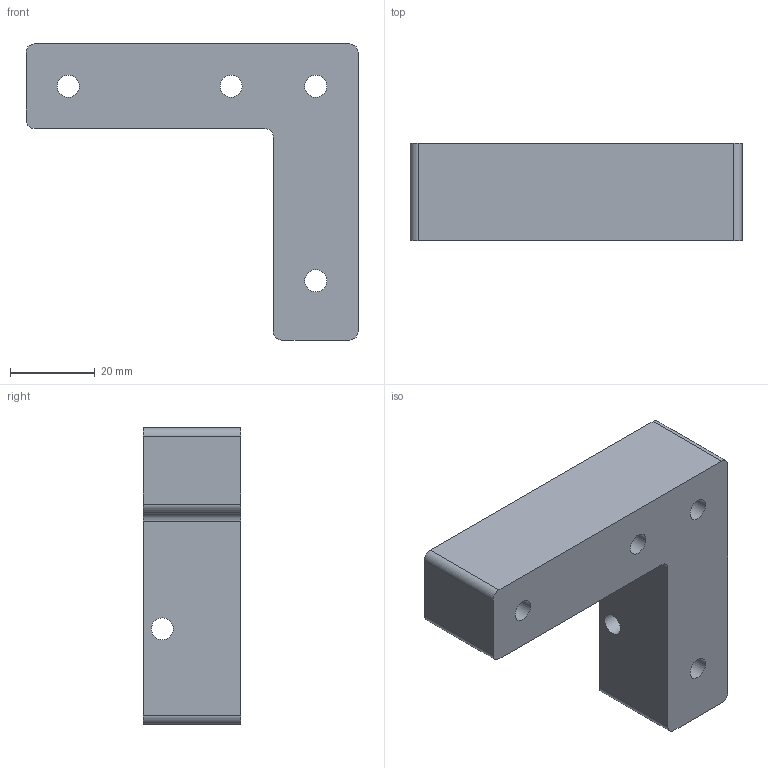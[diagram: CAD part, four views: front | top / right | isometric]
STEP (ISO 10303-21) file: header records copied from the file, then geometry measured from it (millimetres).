
FILE_DESCRIPTION(/* description */ (''),/* implementation_level */ '2;1');
FILE_NAME(/* name */ 'HB_motor_corner_bracket_spacer_Right Motor Corner Bracket Spacer.step',/* time_stamp */ '2020-03-05T00:04:25+00:00',/* author */ (''),/* organization */ (''),/* preprocessor_version */ 'ST-DEVELOPER v18',/* originating_system */ 'Autodesk Translation Framework v8.12.0.6',/* authorisation */ '');
FILE_SCHEMA (('AUTOMOTIVE_DESIGN { 1 0 10303 214 3 1 1 }'));
Length unit declared in the file: millimetre
Products named in the file (1): HB_motor_corner_bracket_spacer_Right Motor Corner Bracket Spacer
Bounding box: 78.5 x 23 x 70 mm (x, y, z)
Volume: 56250.9 mm3; surface area: 13716.6 mm2
Topology: 1 solids, 1 shells, 27 faces, 78 edges, 56 vertices
Faces by surface type: cylinder 14, plane 11, cone 2
Full cylindrical faces by diameter (mm): 2.7 x1, 3 x1, 5.2 x5, 7 x1
Entity records: 992 total; most frequent: DIRECTION 178, CARTESIAN_POINT 162, ORIENTED_EDGE 156, EDGE_CURVE 78, AXIS2_PLACEMENT_3D 72, VERTEX_POINT 56, CIRCLE 44, EDGE_LOOP 40
